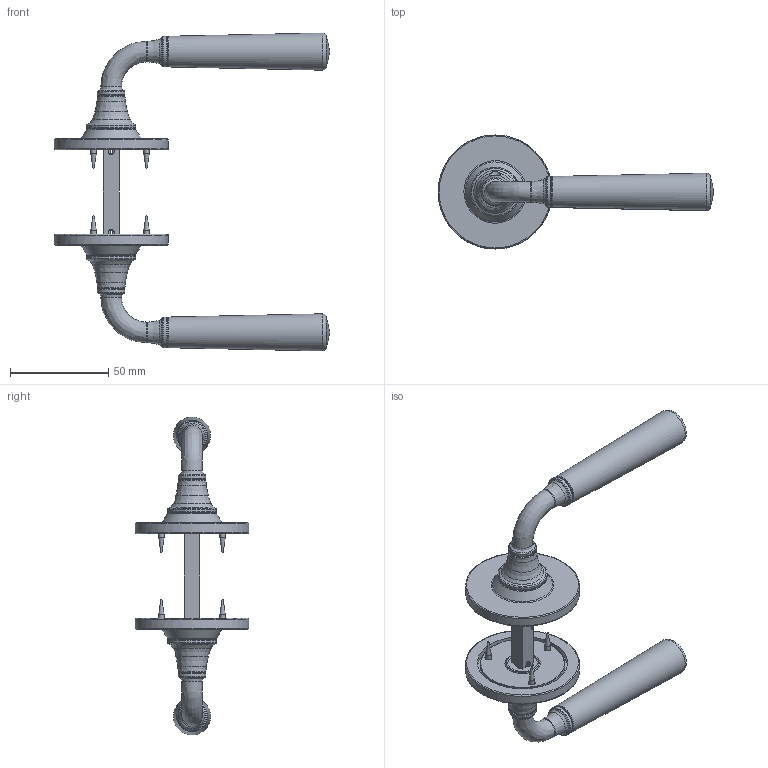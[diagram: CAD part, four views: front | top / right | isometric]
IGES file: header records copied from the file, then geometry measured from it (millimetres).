
Global section: file name: PK6056R57; native system: Autodesk Inventor 2024; preprocessor: unknown; author: adaniels; date: 20250320.195800; units: millimetre
Bounding box: 140.32 x 58 x 161.92 mm (x, y, z)
Volume: 87788 mm3; surface area: 53385.5 mm2
Topology: 23 solids, 23 shells, 446 faces, 1238 edges, 862 vertices
Faces by surface type: bspline 446
